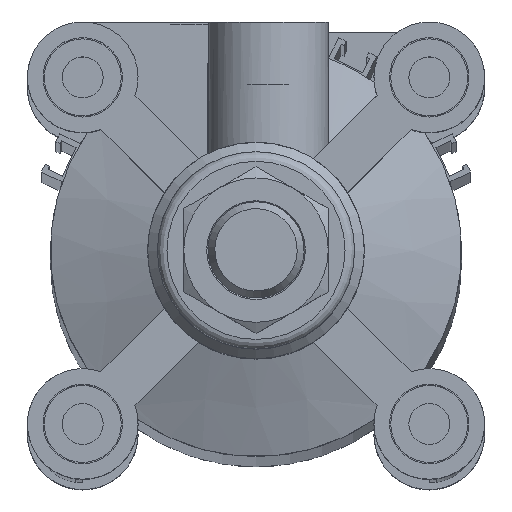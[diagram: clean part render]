
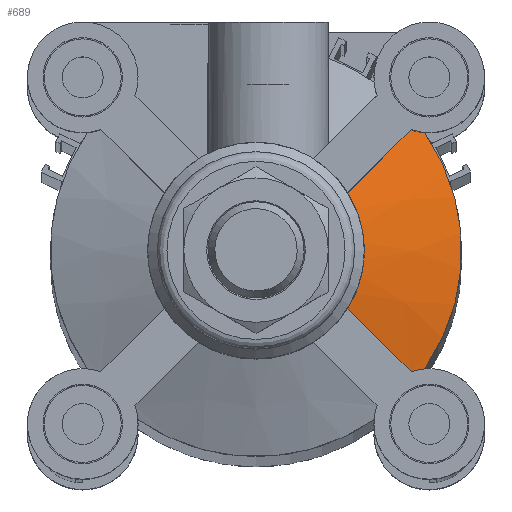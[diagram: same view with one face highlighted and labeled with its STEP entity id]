
A CAD part, top view. The second image highlights one B-rep face of the part: STEP entity #689.
In plain terms, the highlighted conical face has half-angle 70 degrees and reference radius 32.625 mm.
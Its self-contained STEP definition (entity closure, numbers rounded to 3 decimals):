
#689 = ADVANCED_FACE( '', ( #1470 ), #1471, .T. );
#1470 = FACE_OUTER_BOUND( '', #2370, .T. );
#1471 = CONICAL_SURFACE( '', #2371, 32.625, 1.222 );
#2370 = EDGE_LOOP( '', ( #3968, #3969, #3970, #3971, #3972, #3973 ) );
#2371 = AXIS2_PLACEMENT_3D( '', #3974, #3975, #3976 );
#3968 = ORIENTED_EDGE( '', *, *, #5297, .T. );
#3969 = ORIENTED_EDGE( '', *, *, #5072, .F. );
#3970 = ORIENTED_EDGE( '', *, *, #5250, .T. );
#3971 = ORIENTED_EDGE( '', *, *, #5596, .T. );
#3972 = ORIENTED_EDGE( '', *, *, #5597, .T. );
#3973 = ORIENTED_EDGE( '', *, *, #5120, .T. );
#3974 = CARTESIAN_POINT( '', ( 0., 12.185, 0. ) );
#3975 = DIRECTION( '', ( 0., -1., 0. ) );
#3976 = DIRECTION( '', ( -1., 0., 0. ) );
#5072 = EDGE_CURVE( '', #5986, #5988, #5989, .T. );
#5120 = EDGE_CURVE( '', #6070, #6068, #6071, .T. );
#5250 = EDGE_CURVE( '', #5986, #6288, #6289, .T. );
#5297 = EDGE_CURVE( '', #6068, #5988, #6365, .T. );
#5596 = EDGE_CURVE( '', #6288, #6804, #6805, .T. );
#5597 = EDGE_CURVE( '', #6804, #6070, #6806, .T. );
#5986 = VERTEX_POINT( '', #7338 );
#5988 = VERTEX_POINT( '', #7341 );
#5989 = CIRCLE( '', #7342, 22.5 );
#6068 = VERTEX_POINT( '', #7510 );
#6070 = VERTEX_POINT( '', #7513 );
#6071 = B_SPLINE_CURVE_WITH_KNOTS( '', 3, ( #7514, #7515, #7516, #7517 ), .UNSPECIFIED., .F., .F., ( 4, 4 ), ( 0., 0.003 ), .UNSPECIFIED. );
#6288 = VERTEX_POINT( '', #7889 );
#6289 = ( BOUNDED_CURVE(  )B_SPLINE_CURVE( 2, ( #7892, #7893, #7894 ), .UNSPECIFIED., .F., .F. )B_SPLINE_CURVE_WITH_KNOTS( ( 3, 3 ), ( 0., 1.978 ), .UNSPECIFIED. )CURVE(  )GEOMETRIC_REPRESENTATION_ITEM(  )RATIONAL_B_SPLINE_CURVE( ( 1., 1.046, 1. ) )REPRESENTATION_ITEM( '' ) );
#6365 = ( BOUNDED_CURVE(  )B_SPLINE_CURVE( 2, ( #8041, #8042, #8043 ), .UNSPECIFIED., .F., .F. )B_SPLINE_CURVE_WITH_KNOTS( ( 3, 3 ), ( 0., 1.978 ), .UNSPECIFIED. )CURVE(  )GEOMETRIC_REPRESENTATION_ITEM(  )RATIONAL_B_SPLINE_CURVE( ( 1., 1.046, 1. ) )REPRESENTATION_ITEM( '' ) );
#6804 = VERTEX_POINT( '', #8800 );
#6805 = B_SPLINE_CURVE_WITH_KNOTS( '', 3, ( #8801, #8802, #8803, #8804 ), .UNSPECIFIED., .F., .F., ( 4, 4 ), ( 0., 0.003 ), .UNSPECIFIED. );
#6806 = CIRCLE( '', #8805, 42.75 );
#7338 = CARTESIAN_POINT( '', ( -11.977, 15.87, 19.048 ) );
#7341 = CARTESIAN_POINT( '', ( 11.977, 15.87, 19.048 ) );
#7342 = AXIS2_PLACEMENT_3D( '', #9337, #9338, #9339 );
#7510 = CARTESIAN_POINT( '', ( 25.142, 9.187, 32.213 ) );
#7513 = CARTESIAN_POINT( '', ( 24.543, 8.5, 35.003 ) );
#7514 = CARTESIAN_POINT( '', ( 24.543, 8.5, 35.003 ) );
#7515 = CARTESIAN_POINT( '', ( 24.626, 8.765, 34.056 ) );
#7516 = CARTESIAN_POINT( '', ( 24.823, 8.996, 33.126 ) );
#7517 = CARTESIAN_POINT( '', ( 25.142, 9.187, 32.213 ) );
#7889 = CARTESIAN_POINT( '', ( -25.142, 9.187, 32.213 ) );
#7892 = CARTESIAN_POINT( '', ( -11.977, 15.87, 19.048 ) );
#7893 = CARTESIAN_POINT( '', ( -16.651, 13.524, 23.723 ) );
#7894 = CARTESIAN_POINT( '', ( -25.142, 9.187, 32.213 ) );
#8041 = CARTESIAN_POINT( '', ( 25.142, 9.187, 32.213 ) );
#8042 = CARTESIAN_POINT( '', ( 16.651, 13.524, 23.723 ) );
#8043 = CARTESIAN_POINT( '', ( 11.977, 15.87, 19.048 ) );
#8800 = CARTESIAN_POINT( '', ( -24.543, 8.5, 35.003 ) );
#8801 = CARTESIAN_POINT( '', ( -25.142, 9.187, 32.213 ) );
#8802 = CARTESIAN_POINT( '', ( -24.823, 8.996, 33.126 ) );
#8803 = CARTESIAN_POINT( '', ( -24.626, 8.765, 34.056 ) );
#8804 = CARTESIAN_POINT( '', ( -24.543, 8.5, 35.003 ) );
#8805 = AXIS2_PLACEMENT_3D( '', #9941, #9942, #9943 );
#9337 = CARTESIAN_POINT( '', ( 0., 15.87, 0. ) );
#9338 = DIRECTION( '', ( 0., 1., 0. ) );
#9339 = DIRECTION( '', ( -1., 0., 0. ) );
#9941 = CARTESIAN_POINT( '', ( 0., 8.5, 0. ) );
#9942 = DIRECTION( '', ( 0., 1., 0. ) );
#9943 = DIRECTION( '', ( -1., 0., 0. ) );
